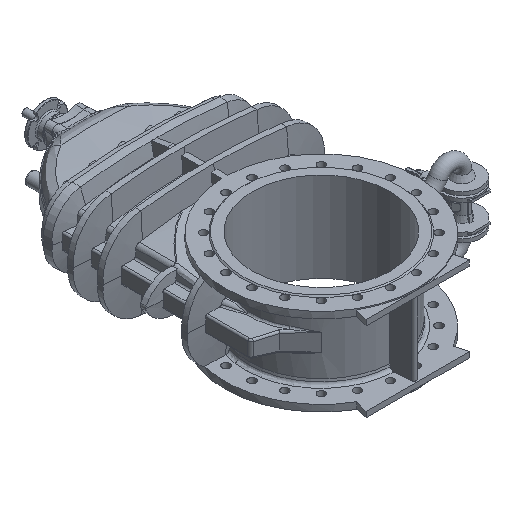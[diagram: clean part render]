
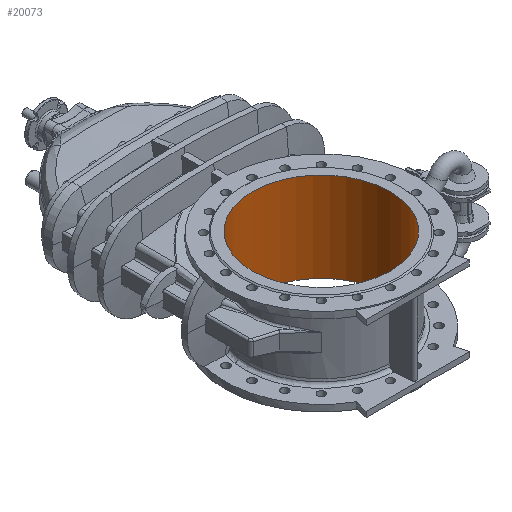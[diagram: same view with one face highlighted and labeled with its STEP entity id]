
A CAD part, isometric view. The second image highlights one B-rep face of the part: STEP entity #20073.
In plain terms, the highlighted cylindrical face has radius 300 mm (diameter 600 mm), a full revolution.
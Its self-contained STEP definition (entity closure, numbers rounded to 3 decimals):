
#7348 = DIRECTION ( 'NONE',  ( -1., 0., 0. ) ) ;
#7349 = CARTESIAN_POINT ( 'NONE',  ( 0., 0., -191. ) ) ;
#7350 = DIRECTION ( 'NONE',  ( 0., 0., -1. ) ) ;
#10694 = AXIS2_PLACEMENT_3D ( 'NONE', #35349, #35350, #35351 ) ;
#10916 = AXIS2_PLACEMENT_3D ( 'NONE', #39851, #39852, #39853 ) ;
#14009 = ORIENTED_EDGE ( 'NONE', *, *, #30656, .T. ) ;
#14010 = ORIENTED_EDGE ( 'NONE', *, *, #31162, .F. ) ;
#16255 = FACE_OUTER_BOUND ( 'NONE', #26487, .T. ) ;
#16263 = FACE_OUTER_BOUND ( 'NONE', #26483, .T. ) ;
#16265 = CYLINDRICAL_SURFACE ( 'NONE', #17410, 300. ) ;
#17410 = AXIS2_PLACEMENT_3D ( 'NONE', #7349, #7350, #7348 ) ;
#20073 = ADVANCED_FACE ( 'NONE', ( #16255, #16263 ), #16265, .F. ) ;
#26483 = EDGE_LOOP ( 'NONE', ( #14010 ) ) ;
#26487 = EDGE_LOOP ( 'NONE', ( #14009 ) ) ;
#28138 = CIRCLE ( 'NONE', #10694, 300. ) ;
#30656 = EDGE_CURVE ( 'NONE', #37641, #37641, #28138, .T. ) ;
#31162 = EDGE_CURVE ( 'NONE', #37649, #37649, #37273, .T. ) ;
#35349 = CARTESIAN_POINT ( 'NONE',  ( 0., 0., -195. ) ) ;
#35350 = DIRECTION ( 'NONE',  ( 0., 0., -1. ) ) ;
#35351 = DIRECTION ( 'NONE',  ( -1., 0., 0. ) ) ;
#37273 = CIRCLE ( 'NONE', #10916, 300. ) ;
#37641 = VERTEX_POINT ( 'NONE', #42862 ) ;
#37649 = VERTEX_POINT ( 'NONE', #42867 ) ;
#39851 = CARTESIAN_POINT ( 'NONE',  ( 0., 0., 195. ) ) ;
#39852 = DIRECTION ( 'NONE',  ( 0., 0., -1. ) ) ;
#39853 = DIRECTION ( 'NONE',  ( -1., 0., 0. ) ) ;
#42862 = CARTESIAN_POINT ( 'NONE',  ( -300., 0., -195. ) ) ;
#42867 = CARTESIAN_POINT ( 'NONE',  ( -300., 0., 195. ) ) ;
